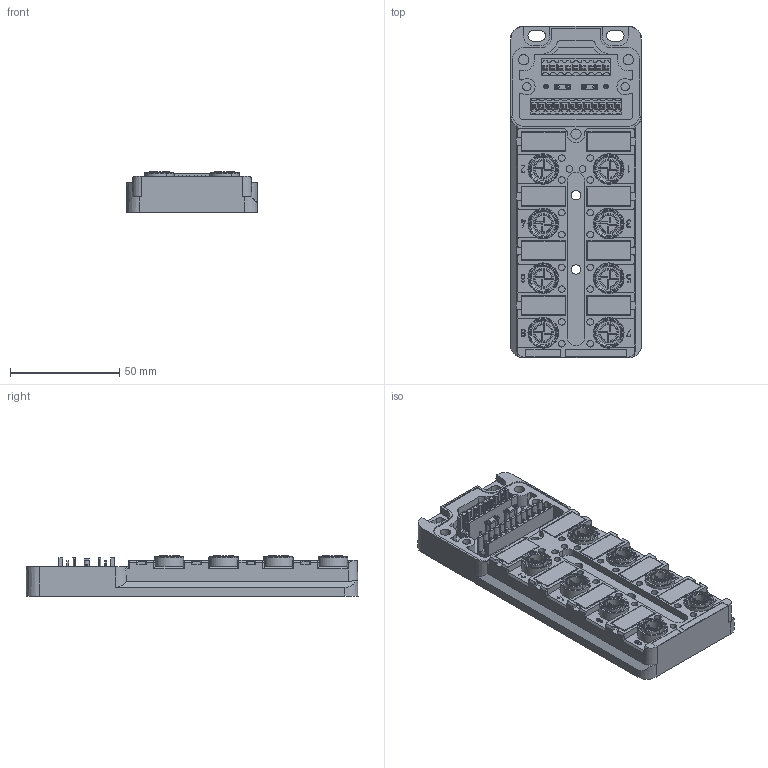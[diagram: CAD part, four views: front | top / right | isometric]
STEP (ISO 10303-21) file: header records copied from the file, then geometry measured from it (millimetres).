
FILE_DESCRIPTION(('CATIA V5 STEP Exchange','CAx-IF Rec.Pracs.--- Model Styling and Organization---1.4--- 2014-01-23'),'2;1');
FILE_NAME ('020822-3_0', '2021-01-14T16:59:14+00:00', ('none'), ('Weidmueller'), 'CATIA Version 5-6 Release 2016 SP3 HF44', 'CATIA V5 STEP AP214', 'none');
FILE_SCHEMA(('AUTOMOTIVE_DESIGN { 1 0 10303 214 1 1 1 1 }'));
Products named in the file (1): 1766801000
Bounding box: 60 x 152 x 18.5 mm (x, y, z)
Volume: 116409.6 mm3; surface area: 63056 mm2
Topology: 75 solids, 75 shells, 3632 faces, 9701 edges, 6332 vertices
Faces by surface type: plane 2176, cylinder 1156, cone 192, torus 96, sphere 12
Entity records: 106903 total; most frequent: CARTESIAN_POINT 20932, ORIENTED_EDGE 19378, DIRECTION 14569, EDGE_CURVE 9689, VECTOR 6519, LINE 6519, VERTEX_POINT 6332, AXIS2_PLACEMENT_3D 5329
